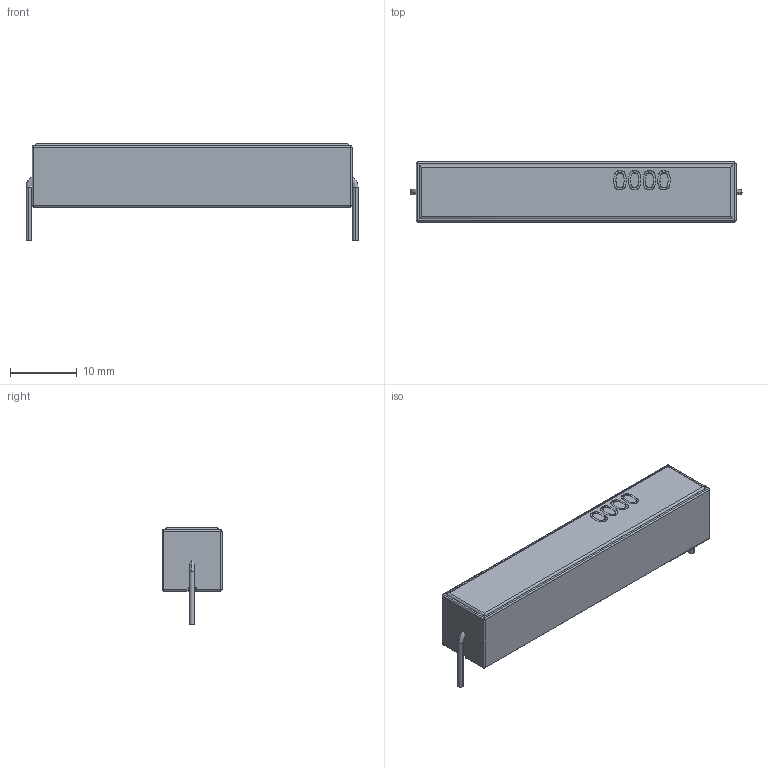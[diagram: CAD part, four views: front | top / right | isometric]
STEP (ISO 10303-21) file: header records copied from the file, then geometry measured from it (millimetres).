
FILE_DESCRIPTION (( 'STEP AP214' ), '1' );
FILE_NAME ('User Library-SQP10AJB-1R2.STEP', '2017-12-03T11:42:36', ( '' ), ( '' ), 'SwSTEP 2.0', 'SolidWorks 2017', '' );
FILE_SCHEMA (( 'AUTOMOTIVE_DESIGN' ));
Length unit declared in the file: millimetre
Products named in the file (4): User Library-SQP10AJB-1R2_Date; User Library-SQP10AJB-1R2_Leads; User Library-SQP10AJB-1R2_Body; User Library-SQP10AJB-1R2
Assembly tree (3 placements, depth 2):
  User Library-SQP10AJB-1R2
    User Library-SQP10AJB-1R2_Leads
    User Library-SQP10AJB-1R2_Date
    User Library-SQP10AJB-1R2_Body
Bounding box: 49.8 x 9 x 14.59 mm (x, y, z)
Volume: 3968.7 mm3; surface area: 2146.9 mm2
Topology: 6 solids, 6 shells, 173 faces, 443 edges, 266 vertices
Faces by surface type: bspline 99, cylinder 41, plane 33
Entity records: 7788 total; most frequent: CARTESIAN_POINT 2308, ORIENTED_EDGE 860, DIRECTION 439, EDGE_CURVE 430, VERTEX_POINT 266, B_SPLINE_CURVE_WITH_KNOTS 213, UNCERTAINTY_MEASURE_WITH_UNIT 186, SURFACE_SIDE_STYLE 182
